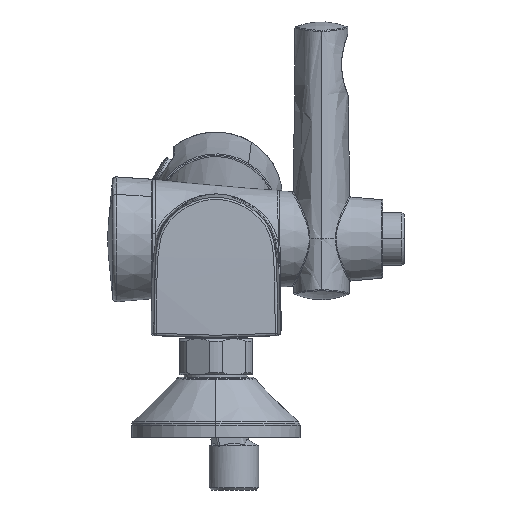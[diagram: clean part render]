
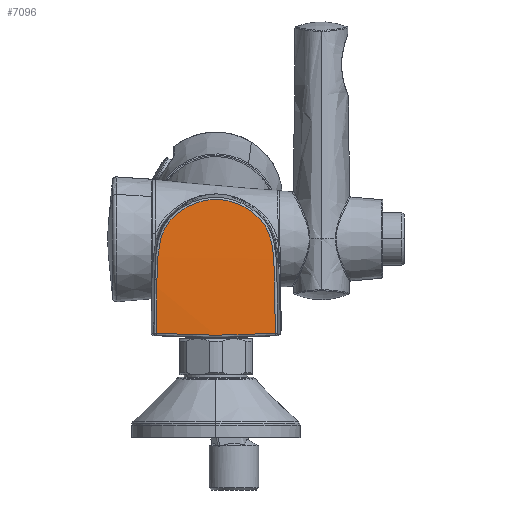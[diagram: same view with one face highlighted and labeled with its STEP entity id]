
A CAD part, left-side view. The second image highlights one B-rep face of the part: STEP entity #7096.
In plain terms, the highlighted spherical face has radius 522 mm.
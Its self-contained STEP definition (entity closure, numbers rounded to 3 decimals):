
#193 = CARTESIAN_POINT ( 'NONE',  ( -127.913, -24.728, 17.17 ) ) ;
#264 = FACE_OUTER_BOUND ( 'NONE', #7882, .T. ) ;
#428 = CARTESIAN_POINT ( 'NONE',  ( 393.5, 0., 16.3 ) ) ;
#656 = CARTESIAN_POINT ( 'NONE',  ( -127.802, -24.627, 28.764 ) ) ;
#726 = CARTESIAN_POINT ( 'NONE',  ( -126.173, -20.992, 60.839 ) ) ;
#797 = CARTESIAN_POINT ( 'NONE',  ( -125.573, -9.709, 70.661 ) ) ;
#857 = CARTESIAN_POINT ( 'NONE',  ( -125.563, 9.279, 70.812 ) ) ;
#919 = CARTESIAN_POINT ( 'NONE',  ( -126.188, 21.119, 60.603 ) ) ;
#987 = CARTESIAN_POINT ( 'NONE',  ( -127.803, 24.628, 28.68 ) ) ;
#1698 = CARTESIAN_POINT ( 'NONE',  ( -128.305, 16.486, 16.659 ) ) ;
#1996 = DIRECTION ( 'NONE',  ( -0.938, -0.342, -0.053 ) ) ;
#2136 = ORIENTED_EDGE ( 'NONE', *, *, #7661, .T. ) ;
#2218 = CARTESIAN_POINT ( 'NONE',  ( -127.381, -24.434, 40.347 ) ) ;
#2285 = CARTESIAN_POINT ( 'NONE',  ( -126.076, -20.044, 62.375 ) ) ;
#2341 = CARTESIAN_POINT ( 'NONE',  ( -125.511, -6.971, 71.653 ) ) ;
#2405 = CARTESIAN_POINT ( 'NONE',  ( -125.621, 11.249, 69.887 ) ) ;
#2477 = CARTESIAN_POINT ( 'NONE',  ( -126.402, 22.538, 57.293 ) ) ;
#2541 = CARTESIAN_POINT ( 'NONE',  ( -127.913, 24.728, 17.17 ) ) ;
#3413 = ORIENTED_EDGE ( 'NONE', *, *, #12608, .T. ) ;
#3759 = CARTESIAN_POINT ( 'NONE',  ( -127.086, -24.204, 46.134 ) ) ;
#3820 = CARTESIAN_POINT ( 'NONE',  ( -126.021, -19.407, 63.261 ) ) ;
#3889 = CARTESIAN_POINT ( 'NONE',  ( -125.476, -4.878, 72.201 ) ) ;
#3957 = CARTESIAN_POINT ( 'NONE',  ( -125.686, 13.128, 68.813 ) ) ;
#4015 = CARTESIAN_POINT ( 'NONE',  ( -126.583, 23.255, 54.476 ) ) ;
#5315 = CARTESIAN_POINT ( 'NONE',  ( -126.835, -23.888, 50.465 ) ) ;
#5380 = CARTESIAN_POINT ( 'NONE',  ( -125.917, -18.023, 64.951 ) ) ;
#5443 = CARTESIAN_POINT ( 'NONE',  ( -125.443, -1.331, 72.716 ) ) ;
#5453 = AXIS2_PLACEMENT_3D ( 'NONE', #428, #17504, #1996 ) ;
#5506 = CARTESIAN_POINT ( 'NONE',  ( -125.76, 14.92, 67.593 ) ) ;
#5571 = CARTESIAN_POINT ( 'NONE',  ( -126.718, 23.634, 52.347 ) ) ;
#6883 = CARTESIAN_POINT ( 'NONE',  ( -126.566, -23.229, 54.739 ) ) ;
#6945 = CARTESIAN_POINT ( 'NONE',  ( -125.777, -15.29, 67.314 ) ) ;
#7013 = CARTESIAN_POINT ( 'NONE',  ( -125.446, 1.576, 72.666 ) ) ;
#7085 = CARTESIAN_POINT ( 'NONE',  ( -125.869, 17.182, 65.761 ) ) ;
#7096 = ADVANCED_FACE ( 'NONE', ( #264 ), #8031, .T. ) ;
#7148 = CARTESIAN_POINT ( 'NONE',  ( -126.936, 24.031, 48.781 ) ) ;
#7661 = EDGE_CURVE ( 'NONE', #19278, #12566, #9053, .T. ) ;
#7882 = EDGE_LOOP ( 'NONE', ( #3413, #2136 ) ) ;
#8031 = SPHERICAL_SURFACE ( 'NONE', #5453, 522. ) ;
#8149 = CARTESIAN_POINT ( 'NONE',  ( -127.913, 24.728, 17.17 ) ) ;
#8387 = CARTESIAN_POINT ( 'NONE',  ( -127.913, -24.728, 17.17 ) ) ;
#8455 = CARTESIAN_POINT ( 'NONE',  ( -126.386, -22.428, 57.531 ) ) ;
#8520 = CARTESIAN_POINT ( 'NONE',  ( -125.701, -13.506, 68.572 ) ) ;
#8593 = CARTESIAN_POINT ( 'NONE',  ( -125.462, 3.734, 72.417 ) ) ;
#8654 = CARTESIAN_POINT ( 'NONE',  ( -126.033, 19.568, 63.065 ) ) ;
#8728 = CARTESIAN_POINT ( 'NONE',  ( -127.175, 24.28, 44.485 ) ) ;
#9053 = B_SPLINE_CURVE_WITH_KNOTS ( 'NONE', 3,
 ( #18864, #1698, #14001, #9509, #193 ),
 .UNSPECIFIED., .F., .F.,
 ( 4, 1, 4 ),
 ( 0., 0.025, 0.049 ),
 .UNSPECIFIED. ) ;
#9509 = CARTESIAN_POINT ( 'NONE',  ( -128.305, -16.486, 16.659 ) ) ;
#10011 = CARTESIAN_POINT ( 'NONE',  ( -126.256, -21.634, 59.551 ) ) ;
#10075 = CARTESIAN_POINT ( 'NONE',  ( -125.612, -11.014, 70.04 ) ) ;
#10139 = CARTESIAN_POINT ( 'NONE',  ( -125.514, 7.242, 71.6 ) ) ;
#10210 = CARTESIAN_POINT ( 'NONE',  ( -126.148, 20.768, 61.239 ) ) ;
#10281 = CARTESIAN_POINT ( 'NONE',  ( -127.51, 24.493, 37.307 ) ) ;
#11536 = CARTESIAN_POINT ( 'NONE',  ( -127.504, -24.491, 37.452 ) ) ;
#11598 = CARTESIAN_POINT ( 'NONE',  ( -126.133, -20.635, 61.465 ) ) ;
#11656 = CARTESIAN_POINT ( 'NONE',  ( -125.525, -7.666, 71.426 ) ) ;
#11722 = CARTESIAN_POINT ( 'NONE',  ( -125.582, 9.947, 70.52 ) ) ;
#11782 = CARTESIAN_POINT ( 'NONE',  ( -126.313, 22.058, 58.653 ) ) ;
#11846 = CARTESIAN_POINT ( 'NONE',  ( -127.906, 24.677, 22.926 ) ) ;
#12566 = VERTEX_POINT ( 'NONE', #17535 ) ;
#12608 = EDGE_CURVE ( 'NONE', #12566, #19278, #14574, .T. ) ;
#12946 = CARTESIAN_POINT ( 'NONE',  ( -127.906, -24.676, 22.969 ) ) ;
#13073 = CARTESIAN_POINT ( 'NONE',  ( -127.164, -24.271, 44.687 ) ) ;
#13140 = CARTESIAN_POINT ( 'NONE',  ( -126.058, -19.838, 62.674 ) ) ;
#13208 = CARTESIAN_POINT ( 'NONE',  ( -125.486, -5.579, 72.04 ) ) ;
#13271 = CARTESIAN_POINT ( 'NONE',  ( -125.642, 11.885, 69.545 ) ) ;
#13342 = CARTESIAN_POINT ( 'NONE',  ( -126.537, 23.097, 55.186 ) ) ;
#14001 = CARTESIAN_POINT ( 'NONE',  ( -128.695, 0., 16.15 ) ) ;
#14574 = B_SPLINE_CURVE_WITH_KNOTS ( 'NONE', 3,
 ( #8387, #12946, #656, #11536, #2218, #13073, #3759, #14657, #5315, #16235, #6883, #17807, #8455, #19390, #10011, #726, #11598, #2285, #13140, #3820, #14722, #5380, #16297, #6945, #17876, #8520, #19452, #10075, #797, #11656, #2341, #13208, #3889, #14781, #5443, #16367, #7013, #17936, #8593, #19522, #10139, #857, #11722, #2405, #13271, #3957, #14855, #5506, #16429, #7085, #18008, #8654, #19588, #10210, #919, #11782, #2477, #13342, #4015, #14924, #5571, #16494, #7148, #18075, #8728, #19650, #10281, #987, #11846, #2541 ),
 .UNSPECIFIED., .F., .F.,
 ( 4, 2, 2, 2, 2, 2, 2, 2, 2, 2, 2, 2, 2, 2, 2, 2, 2, 2, 2, 2, 2, 2, 2, 2, 2, 2, 2, 2, 2, 2, 2, 2, 2, 2, 4 ),
 ( 0., 0.017, 0.026, 0.03, 0.035, 0.039, 0.041, 0.043, 0.046, 0.047, 0.048, 0.052, 0.054, 0.057, 0.061, 0.063, 0.065, 0.07, 0.072, 0.074, 0.078, 0.08, 0.083, 0.085, 0.087, 0.091, 0.093, 0.096, 0.1, 0.102, 0.104, 0.109, 0.113, 0.122, 0.139 ),
 .UNSPECIFIED. ) ;
#14657 = CARTESIAN_POINT ( 'NONE',  ( -126.922, -24.012, 49.025 ) ) ;
#14722 = CARTESIAN_POINT ( 'NONE',  ( -126.003, -19.182, 63.55 ) ) ;
#14781 = CARTESIAN_POINT ( 'NONE',  ( -125.451, -2.761, 72.588 ) ) ;
#14855 = CARTESIAN_POINT ( 'NONE',  ( -125.71, 13.735, 68.422 ) ) ;
#14924 = CARTESIAN_POINT ( 'NONE',  ( -126.673, 23.523, 53.057 ) ) ;
#16235 = CARTESIAN_POINT ( 'NONE',  ( -126.657, -23.496, 53.322 ) ) ;
#16297 = CARTESIAN_POINT ( 'NONE',  ( -125.858, -16.978, 65.947 ) ) ;
#16367 = CARTESIAN_POINT ( 'NONE',  ( -125.443, 0.843, 72.705 ) ) ;
#16429 = CARTESIAN_POINT ( 'NONE',  ( -125.786, 15.5, 67.152 ) ) ;
#16494 = CARTESIAN_POINT ( 'NONE',  ( -126.85, 23.914, 50.21 ) ) ;
#17504 = DIRECTION ( 'NONE',  ( -0.341, 0.94, -0.019 ) ) ;
#17535 = CARTESIAN_POINT ( 'NONE',  ( -127.913, -24.728, 17.17 ) ) ;
#17807 = CARTESIAN_POINT ( 'NONE',  ( -126.431, -22.652, 56.834 ) ) ;
#17876 = CARTESIAN_POINT ( 'NONE',  ( -125.751, -14.706, 67.75 ) ) ;
#17936 = CARTESIAN_POINT ( 'NONE',  ( -125.455, 3.02, 72.522 ) ) ;
#18008 = CARTESIAN_POINT ( 'NONE',  ( -125.929, 18.212, 64.751 ) ) ;
#18075 = CARTESIAN_POINT ( 'NONE',  ( -127.098, 24.215, 45.918 ) ) ;
#18864 = CARTESIAN_POINT ( 'NONE',  ( -127.913, 24.728, 17.17 ) ) ;
#19278 = VERTEX_POINT ( 'NONE', #8149 ) ;
#19390 = CARTESIAN_POINT ( 'NONE',  ( -126.298, -21.92, 58.888 ) ) ;
#19452 = CARTESIAN_POINT ( 'NONE',  ( -125.678, -12.893, 68.958 ) ) ;
#19522 = CARTESIAN_POINT ( 'NONE',  ( -125.488, 5.856, 72.004 ) ) ;
#19588 = CARTESIAN_POINT ( 'NONE',  ( -126.07, 19.989, 62.475 ) ) ;
#19650 = CARTESIAN_POINT ( 'NONE',  ( -127.388, 24.438, 40.181 ) ) ;
